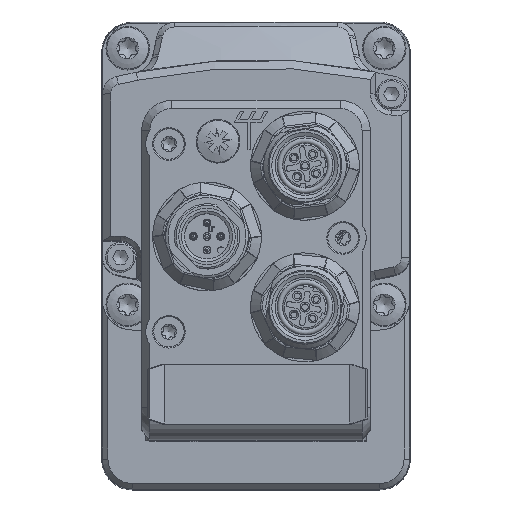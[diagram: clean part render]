
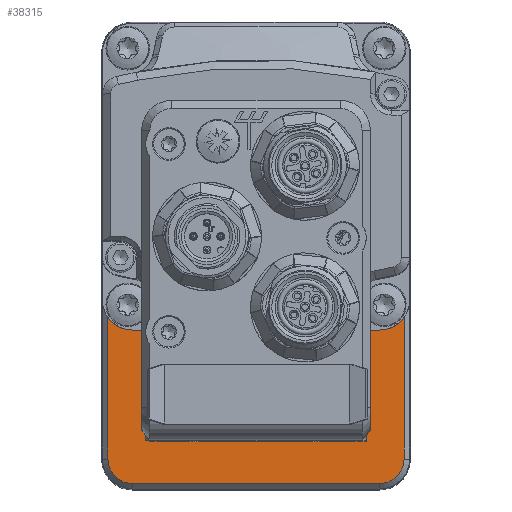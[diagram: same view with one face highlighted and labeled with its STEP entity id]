
A CAD part, top view. The second image highlights one B-rep face of the part: STEP entity #38315.
In plain terms, the highlighted planar face has unit normal (0, 0, 1).
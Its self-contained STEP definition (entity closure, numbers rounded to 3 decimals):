
#532=ELLIPSE('',#40795,5.5,5.5);
#534=ELLIPSE('',#40816,5.5,5.5);
#2701=PLANE('',#40823);
#3811=FACE_OUTER_BOUND('',#5928,.T.);
#5928=EDGE_LOOP('',(#25935,#25936,#25937,#25938,#25939,#25940,#25941,#25942));
#8174=LINE('',#55411,#10962);
#8189=LINE('',#55477,#10977);
#8191=LINE('',#55481,#10979);
#8192=LINE('',#55485,#10980);
#10962=VECTOR('',#44810,10.);
#10977=VECTOR('',#44885,10.);
#10979=VECTOR('',#44889,10.);
#10980=VECTOR('',#44892,10.);
#13755=CIRCLE('',#40824,4.5);
#13756=CIRCLE('',#40825,4.5);
#15292=VERTEX_POINT('',#55408);
#15293=VERTEX_POINT('',#55410);
#15295=VERTEX_POINT('',#55416);
#15308=VERTEX_POINT('',#55456);
#15314=VERTEX_POINT('',#55476);
#15315=VERTEX_POINT('',#55480);
#15316=VERTEX_POINT('',#55482);
#15317=VERTEX_POINT('',#55484);
#19342=EDGE_CURVE('',#15292,#15293,#8174,.T.);
#19346=EDGE_CURVE('',#15295,#15292,#532,.F.);
#19365=EDGE_CURVE('',#15308,#15293,#534,.T.);
#19375=EDGE_CURVE('',#15308,#15314,#8189,.T.);
#19377=EDGE_CURVE('',#15315,#15295,#8191,.T.);
#19378=EDGE_CURVE('',#15316,#15315,#13755,.T.);
#19379=EDGE_CURVE('',#15317,#15316,#8192,.T.);
#19380=EDGE_CURVE('',#15314,#15317,#13756,.T.);
#25935=ORIENTED_EDGE('',*,*,#19377,.F.);
#25936=ORIENTED_EDGE('',*,*,#19378,.F.);
#25937=ORIENTED_EDGE('',*,*,#19379,.F.);
#25938=ORIENTED_EDGE('',*,*,#19380,.F.);
#25939=ORIENTED_EDGE('',*,*,#19375,.F.);
#25940=ORIENTED_EDGE('',*,*,#19365,.T.);
#25941=ORIENTED_EDGE('',*,*,#19342,.F.);
#25942=ORIENTED_EDGE('',*,*,#19346,.F.);
#38315=ADVANCED_FACE('',(#3811),#2701,.F.);
#40795=AXIS2_PLACEMENT_3D('',#55418,#44817,#44818);
#40816=AXIS2_PLACEMENT_3D('',#55457,#44864,#44865);
#40823=AXIS2_PLACEMENT_3D('',#55479,#44887,#44888);
#40824=AXIS2_PLACEMENT_3D('',#55483,#44890,#44891);
#40825=AXIS2_PLACEMENT_3D('',#55486,#44893,#44894);
#44810=DIRECTION('',(1.,0.,0.));
#44817=DIRECTION('center_axis',(0.,0.,
-1.));
#44818=DIRECTION('ref_axis',(-1.,0.,0.));
#44864=DIRECTION('center_axis',(0.,0.,
-1.));
#44865=DIRECTION('ref_axis',(1.,0.,0.));
#44885=DIRECTION('',(0.,-1.,0.));
#44887=DIRECTION('center_axis',(0.,0.,
-1.));
#44888=DIRECTION('ref_axis',(1.,0.,0.));
#44889=DIRECTION('',(0.,1.,0.));
#44890=DIRECTION('center_axis',(0.,0.,
-1.));
#44891=DIRECTION('ref_axis',(-0.707,-0.707,0.));
#44892=DIRECTION('',(-1.,0.,0.));
#44893=DIRECTION('center_axis',(0.,0.,
-1.));
#44894=DIRECTION('ref_axis',(0.707,-0.707,0.));
#55408=CARTESIAN_POINT('',(-22.691,-28.2,-1.));
#55410=CARTESIAN_POINT('',(22.691,-28.2,-1.));
#55411=CARTESIAN_POINT('',(28.2,-28.2,-1.));
#55416=CARTESIAN_POINT('',(-27.2,-25.85,-1.));
#55418=CARTESIAN_POINT('Origin',(-22.691,-22.7,-1.));
#55456=CARTESIAN_POINT('',(27.2,-25.85,-1.));
#55457=CARTESIAN_POINT('Origin',(22.691,-22.7,-1.));
#55476=CARTESIAN_POINT('',(27.2,-51.9,-1.));
#55477=CARTESIAN_POINT('',(27.2,-28.7,-1.));
#55479=CARTESIAN_POINT('Origin',(0.,-42.8,
-1.));
#55480=CARTESIAN_POINT('',(-27.2,-51.9,-1.));
#55481=CARTESIAN_POINT('',(-27.2,-28.7,-1.));
#55482=CARTESIAN_POINT('',(-22.7,-56.4,-1.));
#55483=CARTESIAN_POINT('Origin',(-22.7,-51.9,-1.));
#55484=CARTESIAN_POINT('',(22.7,-56.4,-1.));
#55485=CARTESIAN_POINT('',(14.1,-56.4,-1.));
#55486=CARTESIAN_POINT('Origin',(22.7,-51.9,-1.));
